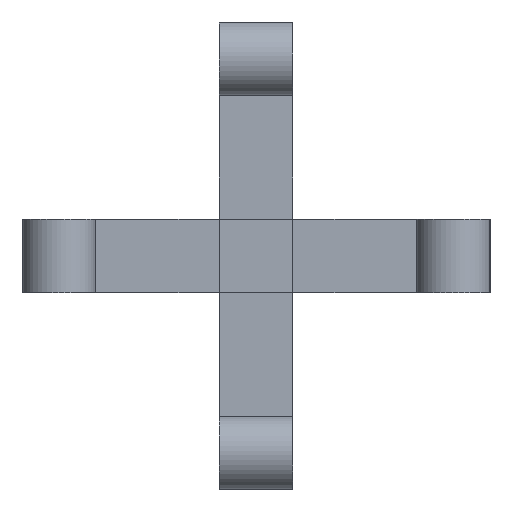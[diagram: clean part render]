
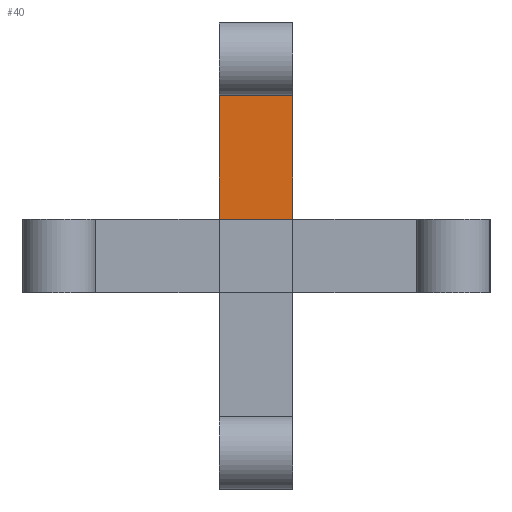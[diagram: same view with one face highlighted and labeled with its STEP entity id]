
A CAD part, left-side view. The second image highlights one B-rep face of the part: STEP entity #40.
In plain terms, the highlighted free-form (B-spline) face has degree [2, 1] with [3, 2] control points.
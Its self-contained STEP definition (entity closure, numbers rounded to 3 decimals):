
#40=ADVANCED_FACE('',(#116),#1280,.T.);
#116=FACE_OUTER_BOUND('',#192,.T.);
#192=EDGE_LOOP('',(#283,#284,#285,#286));
#283=ORIENTED_EDGE('',*,*,#711,.T.);
#284=ORIENTED_EDGE('',*,*,#712,.T.);
#285=ORIENTED_EDGE('',*,*,#713,.F.);
#286=ORIENTED_EDGE('',*,*,#709,.F.);
#709=EDGE_CURVE('',#1137,#1138,#925,.T.);
#711=EDGE_CURVE('',#1137,#1139,#927,.T.);
#712=EDGE_CURVE('',#1139,#1140,#928,.T.);
#713=EDGE_CURVE('',#1138,#1140,#929,.T.);
#925=(
BOUNDED_CURVE()
B_SPLINE_CURVE(1,(#1740,#1741),.UNSPECIFIED.,.F.,.F.)
B_SPLINE_CURVE_WITH_KNOTS((2,2),(0.,3.),.UNSPECIFIED.)
CURVE()
GEOMETRIC_REPRESENTATION_ITEM()
RATIONAL_B_SPLINE_CURVE((1.,1.))
REPRESENTATION_ITEM('')
);
#927=(
BOUNDED_CURVE()
B_SPLINE_CURVE(2,(#1745,#1746,#1747),.UNSPECIFIED.,.F.,.F.)
B_SPLINE_CURVE_WITH_KNOTS((3,3),(473.6,478.6),.UNSPECIFIED.)
CURVE()
GEOMETRIC_REPRESENTATION_ITEM()
RATIONAL_B_SPLINE_CURVE((1.,1.,1.))
REPRESENTATION_ITEM('')
);
#928=(
BOUNDED_CURVE()
B_SPLINE_CURVE(1,(#1748,#1749),.UNSPECIFIED.,.F.,.F.)
B_SPLINE_CURVE_WITH_KNOTS((2,2),(0.,3.),.UNSPECIFIED.)
CURVE()
GEOMETRIC_REPRESENTATION_ITEM()
RATIONAL_B_SPLINE_CURVE((1.,1.))
REPRESENTATION_ITEM('')
);
#929=(
BOUNDED_CURVE()
B_SPLINE_CURVE(2,(#1750,#1751,#1752),.UNSPECIFIED.,.F.,.F.)
B_SPLINE_CURVE_WITH_KNOTS((3,3),(473.6,478.6),.UNSPECIFIED.)
CURVE()
GEOMETRIC_REPRESENTATION_ITEM()
RATIONAL_B_SPLINE_CURVE((1.,1.,1.))
REPRESENTATION_ITEM('')
);
#1137=VERTEX_POINT('',#1641);
#1138=VERTEX_POINT('',#1642);
#1139=VERTEX_POINT('',#1643);
#1140=VERTEX_POINT('',#1644);
#1280=(
BOUNDED_SURFACE()
B_SPLINE_SURFACE(2,1,((#1411,#1412),(#1413,#1414),(#1415,#1416)),
 .UNSPECIFIED.,.F.,.F.,.F.)
B_SPLINE_SURFACE_WITH_KNOTS((3,3),(2,2),(473.6,478.6),(0.,3.),
 .UNSPECIFIED.)
GEOMETRIC_REPRESENTATION_ITEM()
RATIONAL_B_SPLINE_SURFACE(((1.,1.),(1.,1.),(1.,1.)))
REPRESENTATION_ITEM('')
SURFACE()
);
#1411=CARTESIAN_POINT('',(-40.,-1.5,1.5));
#1412=CARTESIAN_POINT('',(-40.,1.5,1.5));
#1413=CARTESIAN_POINT('',(-40.,-1.5,4.));
#1414=CARTESIAN_POINT('',(-40.,1.5,4.));
#1415=CARTESIAN_POINT('',(-40.,-1.5,6.5));
#1416=CARTESIAN_POINT('',(-40.,1.5,6.5));
#1641=CARTESIAN_POINT('',(-40.,-1.5,1.5));
#1642=CARTESIAN_POINT('',(-40.,1.5,1.5));
#1643=CARTESIAN_POINT('',(-40.,-1.5,6.5));
#1644=CARTESIAN_POINT('',(-40.,1.5,6.5));
#1740=CARTESIAN_POINT('',(-40.,-1.5,1.5));
#1741=CARTESIAN_POINT('',(-40.,1.5,1.5));
#1745=CARTESIAN_POINT('',(-40.,-1.5,1.5));
#1746=CARTESIAN_POINT('',(-40.,-1.5,4.));
#1747=CARTESIAN_POINT('',(-40.,-1.5,6.5));
#1748=CARTESIAN_POINT('',(-40.,-1.5,6.5));
#1749=CARTESIAN_POINT('',(-40.,1.5,6.5));
#1750=CARTESIAN_POINT('',(-40.,1.5,1.5));
#1751=CARTESIAN_POINT('',(-40.,1.5,4.));
#1752=CARTESIAN_POINT('',(-40.,1.5,6.5));
